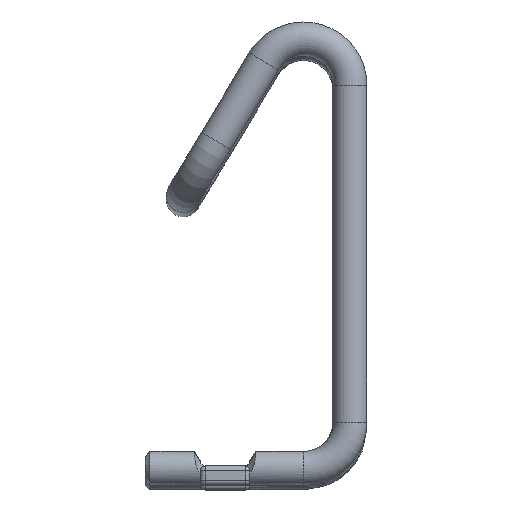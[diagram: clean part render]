
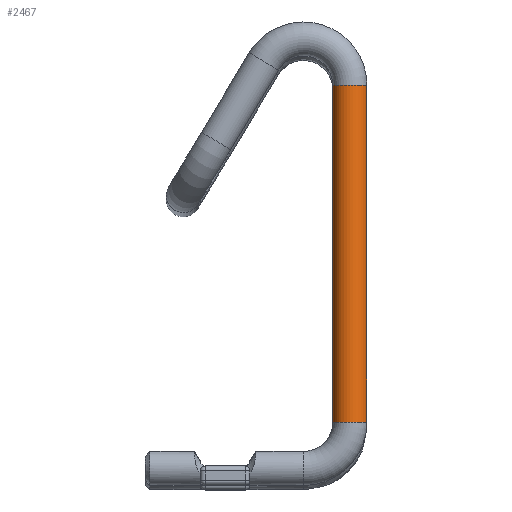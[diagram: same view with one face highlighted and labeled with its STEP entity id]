
A CAD part, top view. The second image highlights one B-rep face of the part: STEP entity #2467.
In plain terms, the highlighted cylindrical face has radius 3.5 mm (diameter 7 mm), a full revolution.
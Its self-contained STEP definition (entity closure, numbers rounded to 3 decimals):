
#2436=CARTESIAN_POINT('',(33.624,20.734,0.));
#2437=VERTEX_POINT('',#2436);
#2438=CARTESIAN_POINT('',(37.124,20.734,0.0));
#2439=DIRECTION('',(0.0,-1.0,0.0));
#2440=DIRECTION('',(1.0,0.0,0.0));
#2441=AXIS2_PLACEMENT_3D('',#2438,#2439,#2440);
#2442=CIRCLE('',#2441,3.5);
#2443=EDGE_CURVE('',#2437,#2437,#2442,.T.);
#2448=CARTESIAN_POINT('',(37.124,-48.266,0.0));
#2449=DIRECTION('',(0.,1.0,0.0));
#2450=DIRECTION('',(1.0,0.0,0.0));
#2451=AXIS2_PLACEMENT_3D('',#2448,#2449,#2450);
#2452=CYLINDRICAL_SURFACE('',#2451,3.5);
#2453=ORIENTED_EDGE('',*,*,#2443,.T.);
#2454=EDGE_LOOP('',(#2453));
#2455=FACE_OUTER_BOUND('',#2454,.T.);
#2456=CARTESIAN_POINT('',(33.624,-48.266,0.));
#2457=VERTEX_POINT('',#2456);
#2458=CARTESIAN_POINT('',(37.124,-48.266,0.0));
#2459=DIRECTION('',(0.0,-1.0,0.0));
#2460=DIRECTION('',(1.0,0.0,0.0));
#2461=AXIS2_PLACEMENT_3D('',#2458,#2459,#2460);
#2462=CIRCLE('',#2461,3.5);
#2463=EDGE_CURVE('',#2457,#2457,#2462,.T.);
#2464=ORIENTED_EDGE('',*,*,#2463,.F.);
#2465=EDGE_LOOP('',(#2464));
#2466=FACE_BOUND('',#2465,.T.);
#2467=ADVANCED_FACE('',(#2455,#2466),#2452,.T.);
